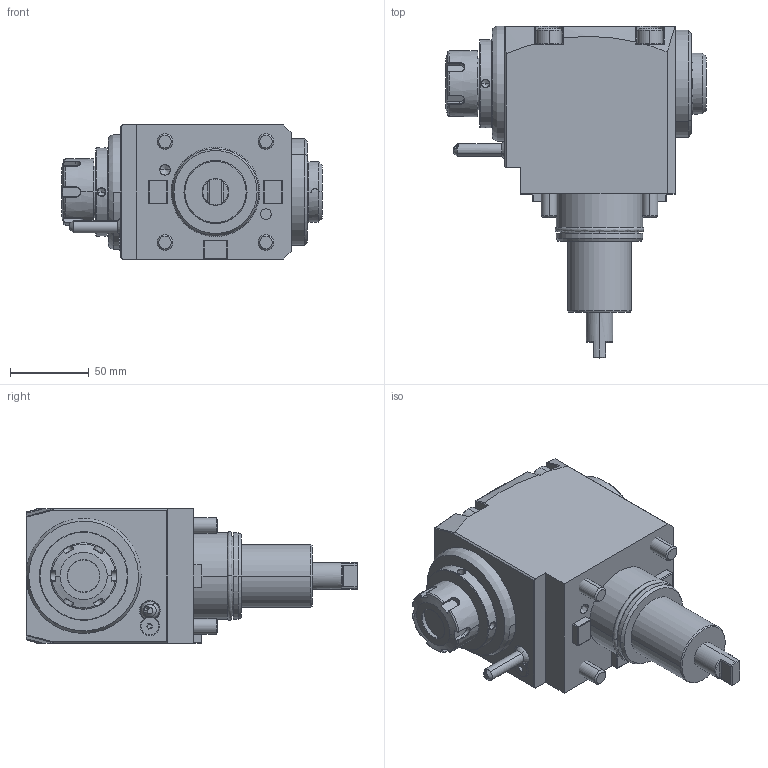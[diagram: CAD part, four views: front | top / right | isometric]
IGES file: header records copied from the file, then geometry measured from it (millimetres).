
Start section:  PTC IGES file: ngt2_55_201_25_3_3_70_do.igs
Global section: file name: ngt2_55_201_25_3_3_70_do.igs; native system: Pro/ENGINEER by Parametric Technology Corporation; preprocessor: 2010280; author: vali; organization: Unknown; date: 20230515.135626; units: millimetre
Bounding box: 165.4 x 210.5 x 85 mm (x, y, z)
Volume: 1205193.8 mm3; surface area: 106702 mm2
Topology: 2 solids, 6 shells, 489 faces, 1156 edges, 706 vertices
Faces by surface type: bspline 275, revolution 201, extrusion 13
